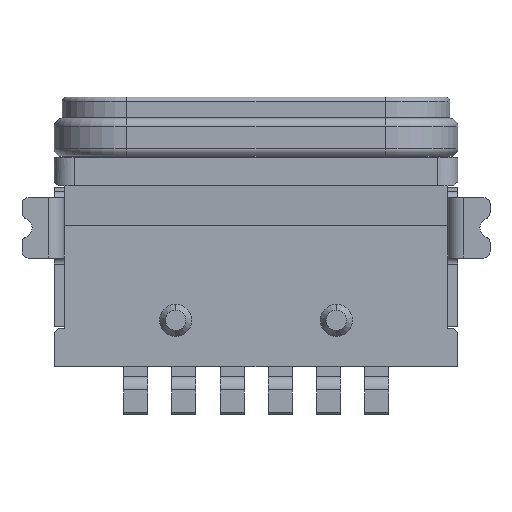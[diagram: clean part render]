
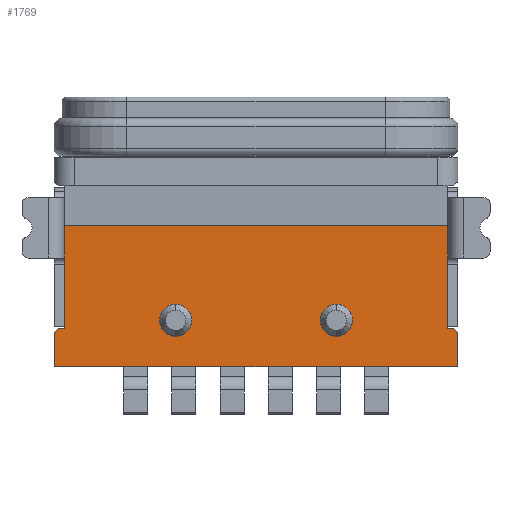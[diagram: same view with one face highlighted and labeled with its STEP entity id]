
A CAD part, front view. The second image highlights one B-rep face of the part: STEP entity #1769.
In plain terms, the highlighted planar face has unit normal (0, -1, 0).
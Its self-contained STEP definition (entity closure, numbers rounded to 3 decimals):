
#1769=ADVANCED_FACE('',(#2524,#2525,#2526),#2370,.F.);
#2370=PLANE('',#15731);
#2524=FACE_BOUND('',#3266,.T.);
#2525=FACE_BOUND('',#3267,.T.);
#2526=FACE_BOUND('',#3268,.T.);
#3266=EDGE_LOOP('',(#7354,#7355,#7356,#7357,#7358,#7359,#7360,#7361,#7362,
#7363,#7364,#7365));
#3267=EDGE_LOOP('',(#7366,#7367));
#3268=EDGE_LOOP('',(#7368,#7369));
#3674=CIRCLE('',#15714,0.4);
#3675=CIRCLE('',#15716,0.4);
#3682=CIRCLE('',#15727,0.4);
#3683=CIRCLE('',#15729,0.4);
#7354=ORIENTED_EDGE('',*,*,#11137,.T.);
#7355=ORIENTED_EDGE('',*,*,#10850,.T.);
#7356=ORIENTED_EDGE('',*,*,#10922,.T.);
#7357=ORIENTED_EDGE('',*,*,#10917,.T.);
#7358=ORIENTED_EDGE('',*,*,#10869,.T.);
#7359=ORIENTED_EDGE('',*,*,#10939,.F.);
#7360=ORIENTED_EDGE('',*,*,#10954,.T.);
#7361=ORIENTED_EDGE('',*,*,#10953,.T.);
#7362=ORIENTED_EDGE('',*,*,#10952,.T.);
#7363=ORIENTED_EDGE('',*,*,#11138,.T.);
#7364=ORIENTED_EDGE('',*,*,#10883,.T.);
#7365=ORIENTED_EDGE('',*,*,#10921,.T.);
#7366=ORIENTED_EDGE('',*,*,#11121,.T.);
#7367=ORIENTED_EDGE('',*,*,#11124,.T.);
#7368=ORIENTED_EDGE('',*,*,#11133,.T.);
#7369=ORIENTED_EDGE('',*,*,#11136,.T.);
#8962=VERTEX_POINT('',#23211);
#8964=VERTEX_POINT('',#23215);
#8979=VERTEX_POINT('',#23262);
#8980=VERTEX_POINT('',#23263);
#8990=VERTEX_POINT('',#23297);
#8991=VERTEX_POINT('',#23298);
#9015=VERTEX_POINT('',#23365);
#9016=VERTEX_POINT('',#23369);
#9025=VERTEX_POINT('',#23406);
#9031=VERTEX_POINT('',#23429);
#9032=VERTEX_POINT('',#23431);
#9033=VERTEX_POINT('',#23433);
#9122=VERTEX_POINT('',#23781);
#9123=VERTEX_POINT('',#23782);
#9130=VERTEX_POINT('',#23806);
#9131=VERTEX_POINT('',#23807);
#10850=EDGE_CURVE('',#8962,#8964,#12672,.T.);
#10869=EDGE_CURVE('',#8979,#8980,#12681,.T.);
#10883=EDGE_CURVE('',#8990,#8991,#12688,.T.);
#10917=EDGE_CURVE('',#9015,#8979,#12709,.T.);
#10921=EDGE_CURVE('',#8991,#9016,#12713,.T.);
#10922=EDGE_CURVE('',#8964,#9015,#12714,.T.);
#10939=EDGE_CURVE('',#9025,#8980,#12726,.T.);
#10952=EDGE_CURVE('',#9032,#9031,#12737,.T.);
#10953=EDGE_CURVE('',#9033,#9032,#12738,.T.);
#10954=EDGE_CURVE('',#9025,#9033,#12739,.T.);
#11121=EDGE_CURVE('',#9122,#9123,#3674,.T.);
#11124=EDGE_CURVE('',#9123,#9122,#3675,.T.);
#11133=EDGE_CURVE('',#9130,#9131,#3682,.T.);
#11136=EDGE_CURVE('',#9131,#9130,#3683,.T.);
#11137=EDGE_CURVE('',#9016,#8962,#12845,.T.);
#11138=EDGE_CURVE('',#9031,#8990,#12846,.T.);
#12672=LINE('',#23216,#14348);
#12681=LINE('',#23261,#14357);
#12688=LINE('',#23296,#14364);
#12709=LINE('',#23364,#14385);
#12713=LINE('',#23370,#14389);
#12714=LINE('',#23372,#14390);
#12726=LINE('',#23405,#14402);
#12737=LINE('',#23430,#14413);
#12738=LINE('',#23432,#14414);
#12739=LINE('',#23434,#14415);
#12845=LINE('',#23813,#14521);
#12846=LINE('',#23814,#14522);
#14348=VECTOR('',#18788,1.);
#14357=VECTOR('',#18825,1.);
#14364=VECTOR('',#18850,1.);
#14385=VECTOR('',#18915,1.);
#14389=VECTOR('',#18919,1.);
#14390=VECTOR('',#18922,1.);
#14402=VECTOR('',#18960,1.);
#14413=VECTOR('',#18985,1.);
#14414=VECTOR('',#18986,1.);
#14415=VECTOR('',#18987,1.);
#14521=VECTOR('',#19395,1.);
#14522=VECTOR('',#19396,1.);
#15714=AXIS2_PLACEMENT_3D('',#23780,#19355,#19356);
#15716=AXIS2_PLACEMENT_3D('',#23786,#19361,#19362);
#15727=AXIS2_PLACEMENT_3D('',#23805,#19385,#19386);
#15729=AXIS2_PLACEMENT_3D('',#23811,#19391,#19392);
#15731=AXIS2_PLACEMENT_3D('',#23815,#19397,#19398);
#18788=DIRECTION('',(-1.,0.,0.));
#18825=DIRECTION('',(-0.707,0.,-0.707));
#18850=DIRECTION('',(-0.707,0.,0.707));
#18915=DIRECTION('',(-1.,0.,0.));
#18919=DIRECTION('',(-1.,0.,0.));
#18922=DIRECTION('',(0.,0.,-1.));
#18960=DIRECTION('',(0.,0.,1.));
#18985=DIRECTION('',(1.,0.,0.));
#18986=DIRECTION('',(1.,0.,0.));
#18987=DIRECTION('',(1.,0.,0.));
#19355=DIRECTION('',(0.,1.,0.));
#19356=DIRECTION('',(1.,0.,0.));
#19361=DIRECTION('',(0.,1.,0.));
#19362=DIRECTION('',(-1.,0.,0.));
#19385=DIRECTION('',(0.,1.,0.));
#19386=DIRECTION('',(1.,0.,0.));
#19391=DIRECTION('',(0.,1.,0.));
#19392=DIRECTION('',(-1.,0.,0.));
#19395=DIRECTION('',(0.,0.,1.));
#19396=DIRECTION('',(0.,0.,1.));
#19397=DIRECTION('',(0.,1.,0.));
#19398=DIRECTION('',(-1.,0.,0.));
#23211=CARTESIAN_POINT('',(64.277,-32.397,40.767));
#23215=CARTESIAN_POINT('',(54.737,-32.397,40.767));
#23216=CARTESIAN_POINT('',(149.183,-32.397,40.767));
#23261=CARTESIAN_POINT('',(54.487,-32.397,38.117));
#23262=CARTESIAN_POINT('',(54.587,-32.397,38.217));
#23263=CARTESIAN_POINT('',(54.487,-32.397,38.117));
#23296=CARTESIAN_POINT('',(64.527,-32.397,38.117));
#23297=CARTESIAN_POINT('',(64.527,-32.397,38.117));
#23298=CARTESIAN_POINT('',(64.427,-32.397,38.217));
#23364=CARTESIAN_POINT('',(56.159,-32.397,38.217));
#23365=CARTESIAN_POINT('',(54.737,-32.397,38.217));
#23369=CARTESIAN_POINT('',(64.277,-32.397,38.217));
#23370=CARTESIAN_POINT('',(56.159,-32.397,38.217));
#23372=CARTESIAN_POINT('',(54.737,-32.397,37.187));
#23405=CARTESIAN_POINT('',(54.487,-32.397,42.673));
#23406=CARTESIAN_POINT('',(54.487,-32.397,37.267));
#23429=CARTESIAN_POINT('',(64.527,-32.397,37.267));
#23430=CARTESIAN_POINT('',(56.159,-32.397,37.267));
#23431=CARTESIAN_POINT('',(62.727,-32.397,37.267));
#23432=CARTESIAN_POINT('',(62.727,-32.397,37.267));
#23433=CARTESIAN_POINT('',(56.287,-32.397,37.267));
#23434=CARTESIAN_POINT('',(56.159,-32.397,37.267));
#23780=CARTESIAN_POINT('',(61.507,-32.397,38.417));
#23781=CARTESIAN_POINT('',(61.907,-32.397,38.417));
#23782=CARTESIAN_POINT('',(61.108,-32.397,38.417));
#23786=CARTESIAN_POINT('',(61.507,-32.397,38.417));
#23805=CARTESIAN_POINT('',(57.507,-32.397,38.417));
#23806=CARTESIAN_POINT('',(57.907,-32.397,38.417));
#23807=CARTESIAN_POINT('',(57.108,-32.397,38.417));
#23811=CARTESIAN_POINT('',(57.507,-32.397,38.417));
#23813=CARTESIAN_POINT('',(64.277,-32.397,37.187));
#23814=CARTESIAN_POINT('',(64.527,-32.397,42.851));
#23815=CARTESIAN_POINT('',(56.159,-32.397,37.187));
